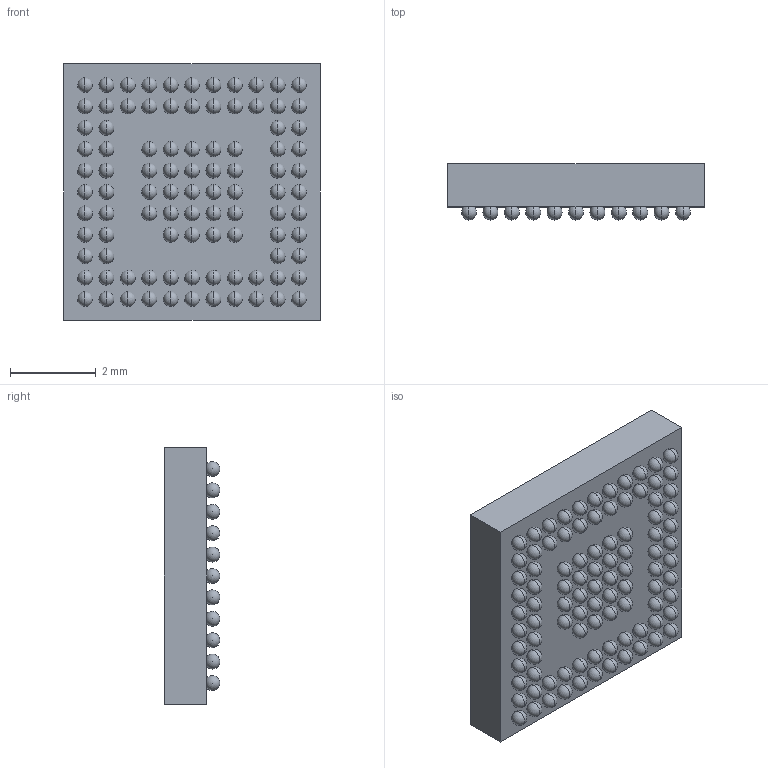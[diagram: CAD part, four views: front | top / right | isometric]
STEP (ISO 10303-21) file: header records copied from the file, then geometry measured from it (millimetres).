
FILE_DESCRIPTION (( 'STEP AP214' ), '1' );
FILE_NAME ('BGA96D6E6e0_25.STEP', '2021-05-14T04:36:26', ( 'boksop' ), ( '' ), 'SwSTEP 2.0', 'SolidWorks 2020', '' );
FILE_SCHEMA (( 'AUTOMOTIVE_DESIGN' ));
Length unit declared in the file: millimetre
Products named in the file (1): BGA96D6E6e0_25
Bounding box: 6 x 1.3 x 6 mm (x, y, z)
Volume: 38 mm3; surface area: 124.9 mm2
Topology: 1 solids, 1 shells, 350 faces, 1281 edges, 854 vertices
Faces by surface type: sphere 192, bspline 92, plane 64, cylinder 2
Entity records: 18934 total; most frequent: CARTESIAN_POINT 7394, ORIENTED_EDGE 1602, DIRECTION 1523, EDGE_CURVE 801, AXIS2_PLACEMENT_3D 647, VERTEX_POINT 566, EDGE_LOOP 463, CIRCLE 388
